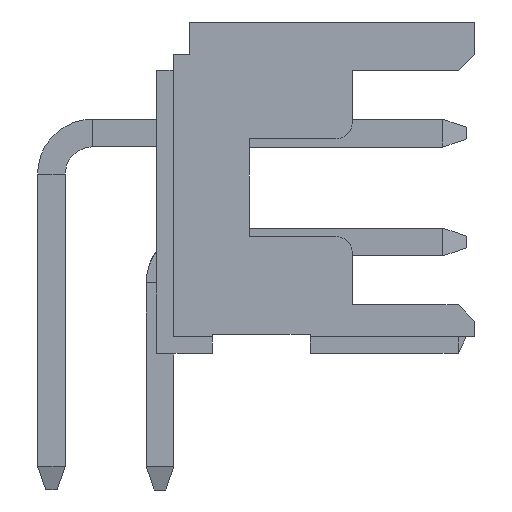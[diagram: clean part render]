
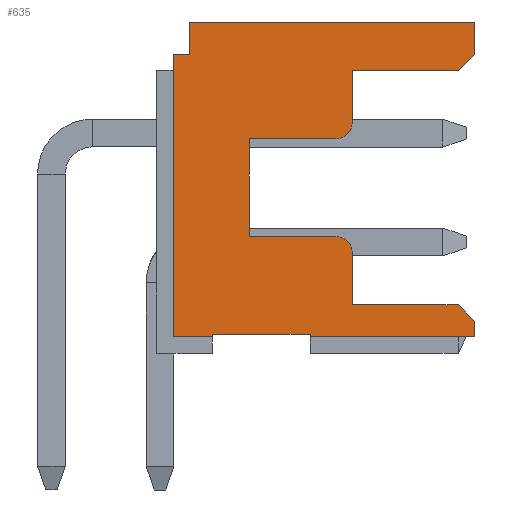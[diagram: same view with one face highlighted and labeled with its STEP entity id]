
A CAD part, left-side view. The second image highlights one B-rep face of the part: STEP entity #635.
In plain terms, the highlighted planar face has unit normal (-1, 0, 0).
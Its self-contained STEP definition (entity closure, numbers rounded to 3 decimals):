
#22 = VERTEX_POINT('',#23);
#23 = CARTESIAN_POINT('',(-6.,0.008,0.338));
#31 = EDGE_CURVE('',#32,#22,#34,.T.);
#32 = VERTEX_POINT('',#33);
#33 = CARTESIAN_POINT('',(-6.,0.008,0.628));
#34 = LINE('',#35,#36);
#35 = CARTESIAN_POINT('',(-6.,0.008,0.628));
#36 = VECTOR('',#37,1.);
#37 = DIRECTION('',(0.,0.,-1.));
#88 = VERTEX_POINT('',#89);
#89 = CARTESIAN_POINT('',(-6.,3.033,0.338));
#95 = EDGE_CURVE('',#22,#88,#96,.T.);
#96 = LINE('',#97,#98);
#97 = CARTESIAN_POINT('',(-6.,0.008,0.338));
#98 = VECTOR('',#99,1.);
#99 = DIRECTION('',(0.,1.,0.));
#382 = VERTEX_POINT('',#383);
#383 = CARTESIAN_POINT('',(-6.,3.033,0.388));
#389 = EDGE_CURVE('',#88,#382,#390,.T.);
#390 = LINE('',#391,#392);
#391 = CARTESIAN_POINT('',(-6.,3.033,0.338));
#392 = VECTOR('',#393,1.);
#393 = DIRECTION('',(0.,0.,1.));
#601 = EDGE_CURVE('',#602,#32,#604,.T.);
#602 = VERTEX_POINT('',#603);
#603 = CARTESIAN_POINT('',(-6.,0.308,0.928));
#604 = LINE('',#605,#606);
#605 = CARTESIAN_POINT('',(-6.,0.308,0.928));
#606 = VECTOR('',#607,1.);
#607 = DIRECTION('',(0.,-0.707,-0.707));
#635 = ADVANCED_FACE('',(#636),#786,.T.);
#636 = FACE_BOUND('',#637,.F.);
#637 = EDGE_LOOP('',(#638,#639,#640,#648,#656,#664,#672,#680,#688,#696,
    #704,#712,#720,#728,#737,#745,#753,#761,#770,#778,#784,#785));
#638 = ORIENTED_EDGE('',*,*,#95,.T.);
#639 = ORIENTED_EDGE('',*,*,#389,.T.);
#640 = ORIENTED_EDGE('',*,*,#641,.T.);
#641 = EDGE_CURVE('',#382,#642,#644,.T.);
#642 = VERTEX_POINT('',#643);
#643 = CARTESIAN_POINT('',(-6.,4.833,0.388));
#644 = LINE('',#645,#646);
#645 = CARTESIAN_POINT('',(-6.,3.033,0.388));
#646 = VECTOR('',#647,1.);
#647 = DIRECTION('',(0.,1.,0.));
#648 = ORIENTED_EDGE('',*,*,#649,.T.);
#649 = EDGE_CURVE('',#642,#650,#652,.T.);
#650 = VERTEX_POINT('',#651);
#651 = CARTESIAN_POINT('',(-6.,4.833,0.338));
#652 = LINE('',#653,#654);
#653 = CARTESIAN_POINT('',(-6.,4.833,0.388));
#654 = VECTOR('',#655,1.);
#655 = DIRECTION('',(0.,0.,-1.));
#656 = ORIENTED_EDGE('',*,*,#657,.F.);
#657 = EDGE_CURVE('',#658,#650,#660,.T.);
#658 = VERTEX_POINT('',#659);
#659 = CARTESIAN_POINT('',(-6.,5.558,0.338));
#660 = LINE('',#661,#662);
#661 = CARTESIAN_POINT('',(-6.,5.558,0.338));
#662 = VECTOR('',#663,1.);
#663 = DIRECTION('',(0.,-1.,0.));
#664 = ORIENTED_EDGE('',*,*,#665,.T.);
#665 = EDGE_CURVE('',#658,#666,#668,.T.);
#666 = VERTEX_POINT('',#667);
#667 = CARTESIAN_POINT('',(-6.,5.558,5.538));
#668 = LINE('',#669,#670);
#669 = CARTESIAN_POINT('',(-6.,5.558,0.338));
#670 = VECTOR('',#671,1.);
#671 = DIRECTION('',(0.,0.,1.));
#672 = ORIENTED_EDGE('',*,*,#673,.F.);
#673 = EDGE_CURVE('',#674,#666,#676,.T.);
#674 = VERTEX_POINT('',#675);
#675 = CARTESIAN_POINT('',(-6.,5.258,5.538));
#676 = LINE('',#677,#678);
#677 = CARTESIAN_POINT('',(-6.,5.258,5.538));
#678 = VECTOR('',#679,1.);
#679 = DIRECTION('',(0.,1.,0.));
#680 = ORIENTED_EDGE('',*,*,#681,.F.);
#681 = EDGE_CURVE('',#682,#674,#684,.T.);
#682 = VERTEX_POINT('',#683);
#683 = CARTESIAN_POINT('',(-6.,5.258,6.138));
#684 = LINE('',#685,#686);
#685 = CARTESIAN_POINT('',(-6.,5.258,6.138));
#686 = VECTOR('',#687,1.);
#687 = DIRECTION('',(0.,0.,-1.));
#688 = ORIENTED_EDGE('',*,*,#689,.T.);
#689 = EDGE_CURVE('',#682,#690,#692,.T.);
#690 = VERTEX_POINT('',#691);
#691 = CARTESIAN_POINT('',(-6.,0.008,6.138));
#692 = LINE('',#693,#694);
#693 = CARTESIAN_POINT('',(-6.,5.258,6.138));
#694 = VECTOR('',#695,1.);
#695 = DIRECTION('',(0.,-1.,0.));
#696 = ORIENTED_EDGE('',*,*,#697,.T.);
#697 = EDGE_CURVE('',#690,#698,#700,.T.);
#698 = VERTEX_POINT('',#699);
#699 = CARTESIAN_POINT('',(-6.,0.008,5.548));
#700 = LINE('',#701,#702);
#701 = CARTESIAN_POINT('',(-6.,0.008,6.138));
#702 = VECTOR('',#703,1.);
#703 = DIRECTION('',(0.,0.,-1.));
#704 = ORIENTED_EDGE('',*,*,#705,.F.);
#705 = EDGE_CURVE('',#706,#698,#708,.T.);
#706 = VERTEX_POINT('',#707);
#707 = CARTESIAN_POINT('',(-6.,0.308,5.248));
#708 = LINE('',#709,#710);
#709 = CARTESIAN_POINT('',(-6.,0.308,5.248));
#710 = VECTOR('',#711,1.);
#711 = DIRECTION('',(0.,-0.707,0.707));
#712 = ORIENTED_EDGE('',*,*,#713,.T.);
#713 = EDGE_CURVE('',#706,#714,#716,.T.);
#714 = VERTEX_POINT('',#715);
#715 = CARTESIAN_POINT('',(-6.,2.258,5.248));
#716 = LINE('',#717,#718);
#717 = CARTESIAN_POINT('',(-6.,0.308,5.248));
#718 = VECTOR('',#719,1.);
#719 = DIRECTION('',(0.,1.,0.));
#720 = ORIENTED_EDGE('',*,*,#721,.T.);
#721 = EDGE_CURVE('',#714,#722,#724,.T.);
#722 = VERTEX_POINT('',#723);
#723 = CARTESIAN_POINT('',(-6.,2.258,4.288));
#724 = LINE('',#725,#726);
#725 = CARTESIAN_POINT('',(-6.,2.258,5.248));
#726 = VECTOR('',#727,1.);
#727 = DIRECTION('',(0.,0.,-1.));
#728 = ORIENTED_EDGE('',*,*,#729,.F.);
#729 = EDGE_CURVE('',#730,#722,#732,.T.);
#730 = VERTEX_POINT('',#731);
#731 = CARTESIAN_POINT('',(-6.,2.558,3.988));
#732 = CIRCLE('',#733,0.3);
#733 = AXIS2_PLACEMENT_3D('',#734,#735,#736);
#734 = CARTESIAN_POINT('',(-6.,2.558,4.288));
#735 = DIRECTION('',(-1.,0.,0.));
#736 = DIRECTION('',(0.,0.,-1.));
#737 = ORIENTED_EDGE('',*,*,#738,.T.);
#738 = EDGE_CURVE('',#730,#739,#741,.T.);
#739 = VERTEX_POINT('',#740);
#740 = CARTESIAN_POINT('',(-6.,4.158,3.988));
#741 = LINE('',#742,#743);
#742 = CARTESIAN_POINT('',(-6.,2.558,3.988));
#743 = VECTOR('',#744,1.);
#744 = DIRECTION('',(0.,1.,0.));
#745 = ORIENTED_EDGE('',*,*,#746,.T.);
#746 = EDGE_CURVE('',#739,#747,#749,.T.);
#747 = VERTEX_POINT('',#748);
#748 = CARTESIAN_POINT('',(-6.,4.158,2.188));
#749 = LINE('',#750,#751);
#750 = CARTESIAN_POINT('',(-6.,4.158,3.988));
#751 = VECTOR('',#752,1.);
#752 = DIRECTION('',(0.,0.,-1.));
#753 = ORIENTED_EDGE('',*,*,#754,.F.);
#754 = EDGE_CURVE('',#755,#747,#757,.T.);
#755 = VERTEX_POINT('',#756);
#756 = CARTESIAN_POINT('',(-6.,2.558,2.188));
#757 = LINE('',#758,#759);
#758 = CARTESIAN_POINT('',(-6.,2.558,2.188));
#759 = VECTOR('',#760,1.);
#760 = DIRECTION('',(0.,1.,0.));
#761 = ORIENTED_EDGE('',*,*,#762,.F.);
#762 = EDGE_CURVE('',#763,#755,#765,.T.);
#763 = VERTEX_POINT('',#764);
#764 = CARTESIAN_POINT('',(-6.,2.258,1.888));
#765 = CIRCLE('',#766,0.3);
#766 = AXIS2_PLACEMENT_3D('',#767,#768,#769);
#767 = CARTESIAN_POINT('',(-6.,2.558,1.888));
#768 = DIRECTION('',(-1.,0.,0.));
#769 = DIRECTION('',(0.,-1.,0.));
#770 = ORIENTED_EDGE('',*,*,#771,.T.);
#771 = EDGE_CURVE('',#763,#772,#774,.T.);
#772 = VERTEX_POINT('',#773);
#773 = CARTESIAN_POINT('',(-6.,2.258,0.928));
#774 = LINE('',#775,#776);
#775 = CARTESIAN_POINT('',(-6.,2.258,1.888));
#776 = VECTOR('',#777,1.);
#777 = DIRECTION('',(0.,0.,-1.));
#778 = ORIENTED_EDGE('',*,*,#779,.F.);
#779 = EDGE_CURVE('',#602,#772,#780,.T.);
#780 = LINE('',#781,#782);
#781 = CARTESIAN_POINT('',(-6.,0.308,0.928));
#782 = VECTOR('',#783,1.);
#783 = DIRECTION('',(0.,1.,0.));
#784 = ORIENTED_EDGE('',*,*,#601,.T.);
#785 = ORIENTED_EDGE('',*,*,#31,.T.);
#786 = PLANE('',#787);
#787 = AXIS2_PLACEMENT_3D('',#788,#789,#790);
#788 = CARTESIAN_POINT('',(-6.,5.858,6.138));
#789 = DIRECTION('',(-1.,0.,0.));
#790 = DIRECTION('',(0.,0.,-1.));
